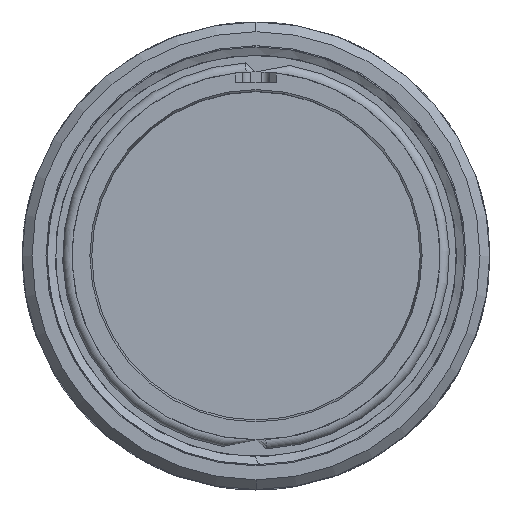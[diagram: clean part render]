
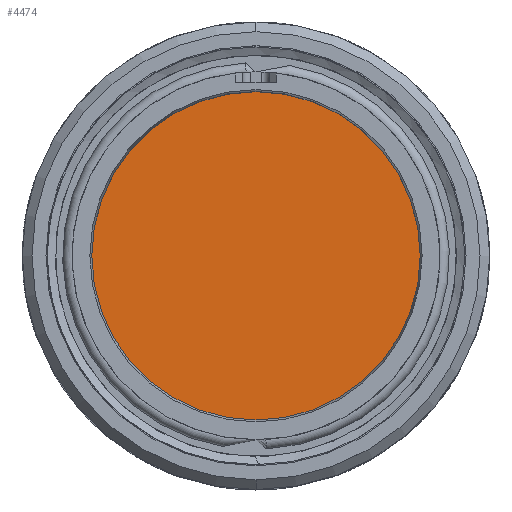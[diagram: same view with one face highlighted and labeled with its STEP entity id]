
A CAD part, top view. The second image highlights one B-rep face of the part: STEP entity #4474.
In plain terms, the highlighted planar face has unit normal (0, 0, 1).
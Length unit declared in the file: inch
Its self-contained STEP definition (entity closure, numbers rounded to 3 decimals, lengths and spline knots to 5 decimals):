
#18 = CARTESIAN_POINT ( 'NONE',  ( 0., 0.71449, -0.527 ) ) ;
#585 = CARTESIAN_POINT ( 'NONE',  ( 0., 0., -0.527 ) ) ;
#821 = VERTEX_POINT ( 'NONE', #4927 ) ;
#1137 = DIRECTION ( 'NONE',  ( -1., 0., 0. ) ) ;
#1227 = PLANE ( 'NONE',  #4226 ) ;
#2297 = CIRCLE ( 'NONE', #2409, 0.692 ) ;
#2409 = AXIS2_PLACEMENT_3D ( 'NONE', #585, #5383, #1137 ) ;
#2627 = EDGE_CURVE ( 'NONE', #821, #2785, #7073, .T. ) ;
#2785 = VERTEX_POINT ( 'NONE', #4678 ) ;
#3626 = EDGE_CURVE ( 'NONE', #2785, #821, #2297, .T. ) ;
#3668 = DIRECTION ( 'NONE',  ( 0., 0., 1. ) ) ;
#3779 = ORIENTED_EDGE ( 'NONE', *, *, #2627, .T. ) ;
#4226 = AXIS2_PLACEMENT_3D ( 'NONE', #18, #6608, #4391 ) ;
#4391 = DIRECTION ( 'NONE',  ( -1., 0., 0. ) ) ;
#4474 = ADVANCED_FACE ( 'NONE', ( #4951 ), #1227, .F. ) ;
#4678 = CARTESIAN_POINT ( 'NONE',  ( 0., 0.692, -0.527 ) ) ;
#4927 = CARTESIAN_POINT ( 'NONE',  ( 0., -0.692, -0.527 ) ) ;
#4951 = FACE_OUTER_BOUND ( 'NONE', #5072, .T. ) ;
#5007 = AXIS2_PLACEMENT_3D ( 'NONE', #6988, #3668, #6416 ) ;
#5072 = EDGE_LOOP ( 'NONE', ( #3779, #5855 ) ) ;
#5383 = DIRECTION ( 'NONE',  ( 0., 0., 1. ) ) ;
#5855 = ORIENTED_EDGE ( 'NONE', *, *, #3626, .T. ) ;
#6416 = DIRECTION ( 'NONE',  ( -1., 0., 0. ) ) ;
#6608 = DIRECTION ( 'NONE',  ( 0., 0., -1. ) ) ;
#6988 = CARTESIAN_POINT ( 'NONE',  ( 0., 0., -0.527 ) ) ;
#7073 = CIRCLE ( 'NONE', #5007, 0.692 ) ;
